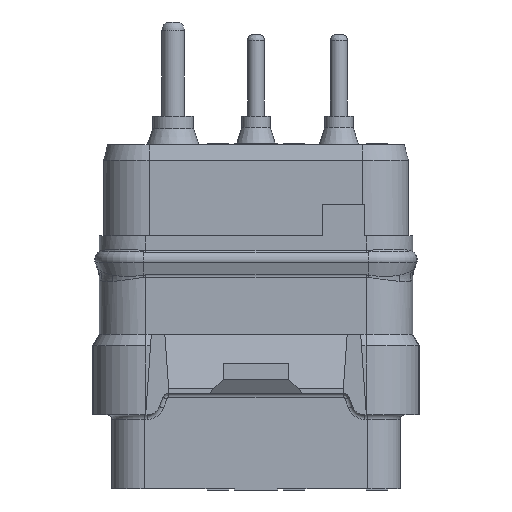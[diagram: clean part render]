
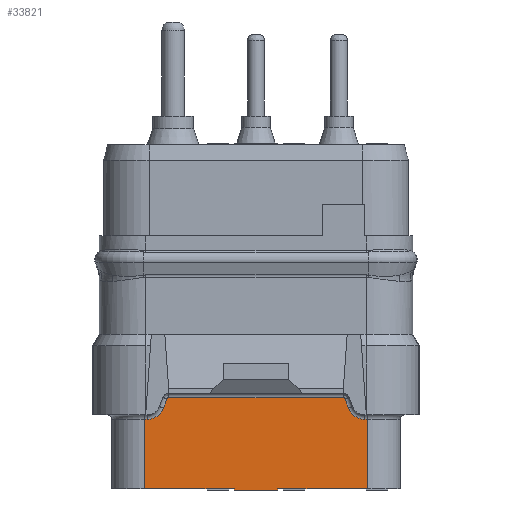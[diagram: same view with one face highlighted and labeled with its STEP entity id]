
A CAD part, front view. The second image highlights one B-rep face of the part: STEP entity #33821.
In plain terms, the highlighted planar face has unit normal (0, -1, 0).
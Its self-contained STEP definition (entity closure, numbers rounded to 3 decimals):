
#1191=DIRECTION('',(0.,0.,-1.));
#1192=VECTOR('',#1191,0.05);
#1193=CARTESIAN_POINT('',(-1.,-5.725,-11.63));
#1194=LINE('',#1193,#1192);
#1195=DIRECTION('',(-1.,0.,0.));
#1196=VECTOR('',#1195,4.125);
#1197=CARTESIAN_POINT('',(5.125,-5.725,-11.63));
#1198=LINE('',#1197,#1196);
#1199=DIRECTION('',(0.,0.,-1.));
#1200=VECTOR('',#1199,0.05);
#1201=CARTESIAN_POINT('',(1.,-5.725,-11.63));
#1202=LINE('',#1201,#1200);
#1203=DIRECTION('',(-1.,0.,0.));
#1204=VECTOR('',#1203,4.125);
#1205=CARTESIAN_POINT('',(-1.,-5.725,-11.63));
#1206=LINE('',#1205,#1204);
#1207=DIRECTION('',(0.,0.,1.));
#1208=VECTOR('',#1207,3.2);
#1209=CARTESIAN_POINT('',(-5.125,-5.725,-11.63));
#1210=LINE('',#1209,#1208);
#1211=DIRECTION('',(-1.,0.,0.));
#1212=VECTOR('',#1211,0.125);
#1213=CARTESIAN_POINT('',(-5.,-5.725,-8.43));
#1214=LINE('',#1213,#1212);
#1215=CARTESIAN_POINT('',(-5.,-5.725,-7.63));
#1216=DIRECTION('',(0.,-1.,0.));
#1217=DIRECTION('',(0.,0.,-1.));
#1218=AXIS2_PLACEMENT_3D('',#1215,#1216,#1217);
#1220=DIRECTION('',(0.354,0.,0.935));
#1221=VECTOR('',#1220,0.447);
#1222=CARTESIAN_POINT('',(-4.252,-5.725,-7.913));
#1223=LINE('',#1222,#1221);
#1224=CARTESIAN_POINT('',(-4.,-5.725,-7.53));
#1225=DIRECTION('',(0.,1.,0.));
#1226=DIRECTION('',(-0.935,0.,0.354));
#1227=AXIS2_PLACEMENT_3D('',#1224,#1225,#1226);
#1229=DIRECTION('',(1.,0.,0.));
#1230=VECTOR('',#1229,8.);
#1231=CARTESIAN_POINT('',(-4.,-5.725,-7.43));
#1232=LINE('',#1231,#1230);
#1233=CARTESIAN_POINT('',(4.,-5.725,-7.53));
#1234=DIRECTION('',(0.,1.,0.));
#1235=DIRECTION('',(0.,0.,1.));
#1236=AXIS2_PLACEMENT_3D('',#1233,#1234,#1235);
#1238=DIRECTION('',(0.354,0.,-0.935));
#1239=VECTOR('',#1238,0.447);
#1240=CARTESIAN_POINT('',(4.094,-5.725,-7.495));
#1241=LINE('',#1240,#1239);
#1242=CARTESIAN_POINT('',(5.,-5.725,-7.63));
#1243=DIRECTION('',(0.,-1.,0.));
#1244=DIRECTION('',(-0.935,0.,-0.354));
#1245=AXIS2_PLACEMENT_3D('',#1242,#1243,#1244);
#1247=DIRECTION('',(-1.,0.,0.));
#1248=VECTOR('',#1247,0.125);
#1249=CARTESIAN_POINT('',(5.125,-5.725,-8.43));
#1250=LINE('',#1249,#1248);
#1251=DIRECTION('',(0.,0.,1.));
#1252=VECTOR('',#1251,3.2);
#1253=CARTESIAN_POINT('',(5.125,-5.725,-11.63));
#1254=LINE('',#1253,#1252);
#1263=DIRECTION('',(-1.,0.,0.));
#1264=VECTOR('',#1263,2.);
#1265=CARTESIAN_POINT('',(1.,-5.725,-11.68));
#1266=LINE('',#1265,#1264);
#28718=CARTESIAN_POINT('',(-5.125,-5.725,-11.63));
#28720=VERTEX_POINT('',#28718);
#28731=CARTESIAN_POINT('',(5.125,-5.725,-11.63));
#28733=VERTEX_POINT('',#28731);
#28899=CARTESIAN_POINT('',(5.125,-5.725,-8.43));
#28900=VERTEX_POINT('',#28899);
#28909=CARTESIAN_POINT('',(-5.125,-5.725,-8.43));
#28911=VERTEX_POINT('',#28909);
#28953=CARTESIAN_POINT('',(5.,-5.725,-8.43));
#28954=VERTEX_POINT('',#28953);
#28955=CARTESIAN_POINT('',(4.252,-5.725,-7.913));
#28956=VERTEX_POINT('',#28955);
#28957=CARTESIAN_POINT('',(4.094,-5.725,-7.495));
#28958=VERTEX_POINT('',#28957);
#28961=CARTESIAN_POINT('',(4.,-5.725,-7.43));
#28962=VERTEX_POINT('',#28961);
#28965=CARTESIAN_POINT('',(-4.,-5.725,-7.43));
#28966=VERTEX_POINT('',#28965);
#28969=CARTESIAN_POINT('',(-4.094,-5.725,-7.495));
#28970=VERTEX_POINT('',#28969);
#28973=CARTESIAN_POINT('',(-4.252,-5.725,-7.913));
#28974=VERTEX_POINT('',#28973);
#28977=CARTESIAN_POINT('',(-5.,-5.725,-8.43));
#28978=VERTEX_POINT('',#28977);
#30837=CARTESIAN_POINT('',(1.,-5.725,-11.68));
#30838=CARTESIAN_POINT('',(-1.,-5.725,-11.68));
#30839=VERTEX_POINT('',#30837);
#30840=VERTEX_POINT('',#30838);
#31523=CARTESIAN_POINT('',(-1.,-5.725,-11.63));
#31525=VERTEX_POINT('',#31523);
#31529=CARTESIAN_POINT('',(1.,-5.725,-11.63));
#31530=VERTEX_POINT('',#31529);
#33785=CARTESIAN_POINT('',(-6.2,-5.725,-11.63));
#33786=DIRECTION('',(0.,1.,0.));
#33787=DIRECTION('',(1.,0.,0.));
#33788=AXIS2_PLACEMENT_3D('',#33785,#33786,#33787);
#33789=PLANE('',#33788);
#33790=ORIENTED_EDGE('',*,*,#33150,.T.);
#33792=ORIENTED_EDGE('',*,*,#33791,.T.);
#33794=ORIENTED_EDGE('',*,*,#33793,.T.);
#33795=ORIENTED_EDGE('',*,*,#33776,.F.);
#33796=ORIENTED_EDGE('',*,*,#33166,.T.);
#33798=ORIENTED_EDGE('',*,*,#33797,.T.);
#33800=ORIENTED_EDGE('',*,*,#33799,.F.);
#33802=ORIENTED_EDGE('',*,*,#33801,.T.);
#33804=ORIENTED_EDGE('',*,*,#33803,.T.);
#33806=ORIENTED_EDGE('',*,*,#33805,.T.);
#33808=ORIENTED_EDGE('',*,*,#33807,.T.);
#33810=ORIENTED_EDGE('',*,*,#33809,.T.);
#33812=ORIENTED_EDGE('',*,*,#33811,.T.);
#33814=ORIENTED_EDGE('',*,*,#33813,.T.);
#33816=ORIENTED_EDGE('',*,*,#33815,.F.);
#33818=ORIENTED_EDGE('',*,*,#33817,.F.);
#33819=EDGE_LOOP('',(#33790,#33792,#33794,#33795,#33796,#33798,#33800,#33802,
#33804,#33806,#33808,#33810,#33812,#33814,#33816,#33818));
#33820=FACE_OUTER_BOUND('',#33819,.F.);
#33821=ADVANCED_FACE('',(#33820),#33789,.F.);
#1219=CIRCLE('',#1218,0.8);
#1228=CIRCLE('',#1227,0.1);
#1237=CIRCLE('',#1236,0.1);
#1246=CIRCLE('',#1245,0.8);
#33150=EDGE_CURVE('',#28733,#31530,#1198,.T.);
#33166=EDGE_CURVE('',#31525,#28720,#1206,.T.);
#33776=EDGE_CURVE('',#31525,#30840,#1194,.T.);
#33791=EDGE_CURVE('',#31530,#30839,#1202,.T.);
#33793=EDGE_CURVE('',#30839,#30840,#1266,.T.);
#33797=EDGE_CURVE('',#28720,#28911,#1210,.T.);
#33799=EDGE_CURVE('',#28978,#28911,#1214,.T.);
#33801=EDGE_CURVE('',#28978,#28974,#1219,.T.);
#33803=EDGE_CURVE('',#28974,#28970,#1223,.T.);
#33805=EDGE_CURVE('',#28970,#28966,#1228,.T.);
#33807=EDGE_CURVE('',#28966,#28962,#1232,.T.);
#33809=EDGE_CURVE('',#28962,#28958,#1237,.T.);
#33811=EDGE_CURVE('',#28958,#28956,#1241,.T.);
#33813=EDGE_CURVE('',#28956,#28954,#1246,.T.);
#33815=EDGE_CURVE('',#28900,#28954,#1250,.T.);
#33817=EDGE_CURVE('',#28733,#28900,#1254,.T.);
